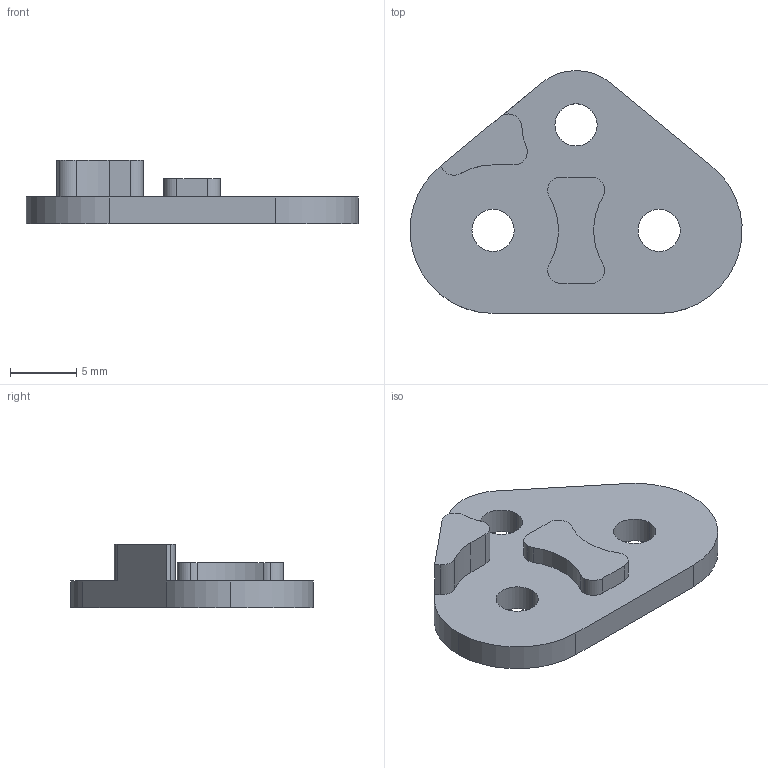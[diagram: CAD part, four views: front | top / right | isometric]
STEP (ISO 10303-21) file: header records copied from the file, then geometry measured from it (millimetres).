
FILE_DESCRIPTION (( 'STEP AP203' ), '1' );
FILE_NAME ('b5_t.STEP', '2015-02-28T01:14:46', ( '' ), ( '' ), 'SwSTEP 2.0', 'SolidWorks 2013', '' );
FILE_SCHEMA (( 'CONFIG_CONTROL_DESIGN' ));
Length unit declared in the file: millimetre
Products named in the file (1): b5_t
Bounding box: 24.99 x 18.27 x 4.75 mm (x, y, z)
Volume: 707.9 mm3; surface area: 903.9 mm2
Topology: 1 solids, 1 shells, 35 faces, 95 edges, 63 vertices
Faces by surface type: cylinder 24, plane 11
Entity records: 1218 total; most frequent: DIRECTION 215, CARTESIAN_POINT 194, ORIENTED_EDGE 190, EDGE_CURVE 95, AXIS2_PLACEMENT_3D 84, VERTEX_POINT 63, CIRCLE 48, LINE 47
